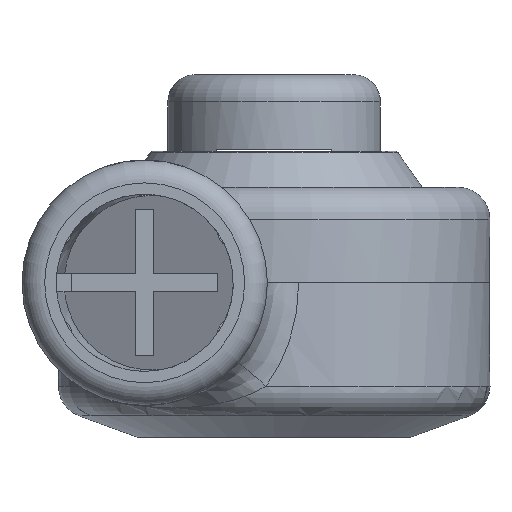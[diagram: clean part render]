
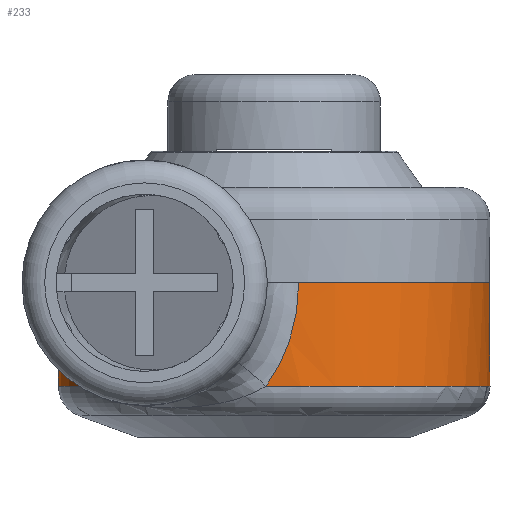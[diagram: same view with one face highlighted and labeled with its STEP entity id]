
A CAD part, front view. The second image highlights one B-rep face of the part: STEP entity #233.
In plain terms, the highlighted cylindrical face has radius 23.75 mm (diameter 47.5 mm), a partial arc.
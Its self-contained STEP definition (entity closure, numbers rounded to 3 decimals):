
#233 = ADVANCED_FACE( '', ( #612 ), #613, .T. );
#612 = FACE_OUTER_BOUND( '', #1215, .T. );
#613 = CYLINDRICAL_SURFACE( '', #1216, 23.75 );
#1215 = EDGE_LOOP( '', ( #3021, #3022, #3023, #3024 ) );
#1216 = AXIS2_PLACEMENT_3D( '', #3025, #3026, #3027 );
#3021 = ORIENTED_EDGE( '', *, *, #4464, .F. );
#3022 = ORIENTED_EDGE( '', *, *, #4465, .T. );
#3023 = ORIENTED_EDGE( '', *, *, #4466, .T. );
#3024 = ORIENTED_EDGE( '', *, *, #4467, .T. );
#3025 = CARTESIAN_POINT( '', ( -227.225, 762.159, 3.45 ) );
#3026 = DIRECTION( '', ( 0., 0., -1. ) );
#3027 = DIRECTION( '', ( 1., 0., 0. ) );
#4464 = EDGE_CURVE( '', #5053, #5054, #5055, .T. );
#4465 = EDGE_CURVE( '', #5053, #5056, #5057, .T. );
#4466 = EDGE_CURVE( '', #5056, #5058, #5059, .T. );
#4467 = EDGE_CURVE( '', #5058, #5054, #5060, .T. );
#5053 = VERTEX_POINT( '', #5967 );
#5054 = VERTEX_POINT( '', #5968 );
#5055 = CIRCLE( '', #5969, 23.75 );
#5056 = VERTEX_POINT( '', #5970 );
#5057 = B_SPLINE_CURVE_WITH_KNOTS( '', 3, ( #5971, #5972, #5973, #5974, #5975, #5976, #5977, #5978, #5979, #5980, #5981, #5982, #5983, #5984, #5985, #5986, #5987, #5988, #5989, #5990, #5991, #5992, #5993, #5994, #5995 ), .UNSPECIFIED., .F., .F., ( 4, 1, 1, 1, 1, 1, 1, 1, 2, 1, 1, 2, 2, 1, 1, 1, 1, 1, 1, 4 ), ( 0.041, 0.042, 0.043, 0.043, 0.044, 0.045, 0.046, 0.046, 0.047, 0.047, 0.048, 0.048, 0.048, 0.049, 0.049, 0.05, 0.051, 0.052, 0.052, 0.053 ), .UNSPECIFIED. );
#5058 = VERTEX_POINT( '', #5996 );
#5059 = CIRCLE( '', #5997, 23.75 );
#5060 = B_SPLINE_CURVE_WITH_KNOTS( '', 3, ( #5998, #5999, #6000, #6001, #6002, #6003, #6004, #6005, #6006, #6007, #6008, #6009, #6010, #6011, #6012, #6013, #6014, #6015, #6016, #6017, #6018, #6019, #6020, #6021, #6022, #6023, #6024, #6025, #6026, #6027, #6028, #6029, #6030, #6031, #6032, #6033, #6034, #6035, #6036, #6037, #6038, #6039, #6040, #6041, #6042, #6043, #6044, #6045, #6046, #6047, #6048, #6049, #6050, #6051, #6052, #6053 ), .UNSPECIFIED., .F., .F., ( 4, 1, 1, 1, 1, 2, 2, 2, 2, 1, 1, 1, 1, 2, 2, 2, 2, 2, 2, 2, 2, 2, 2, 2, 1, 1, 1, 1, 2, 2, 2, 1, 2, 1, 4 ), ( 0., 0.001, 0.002, 0.003, 0.004, 0.005, 0.006, 0.007, 0.008, 0.008, 0.009, 0.009, 0.01, 0.01, 0.011, 0.011, 0.011, 0.011, 0.012, 0.012, 0.013, 0.013, 0.013, 0.013, 0.014, 0.014, 0.014, 0.014, 0.015, 0.015, 0.015, 0.015, 0.015, 0.016, 0.016 ), .UNSPECIFIED. );
#5967 = CARTESIAN_POINT( '', ( -224.525, 738.563, 20.45 ) );
#5968 = CARTESIAN_POINT( '', ( -250.949, 761.036, 20.45 ) );
#5969 = AXIS2_PLACEMENT_3D( '', #8261, #8262, #8263 );
#5970 = CARTESIAN_POINT( '', ( -228.111, 738.425, 9.085 ) );
#5971 = CARTESIAN_POINT( '', ( -224.525, 738.563, 20.45 ) );
#5972 = CARTESIAN_POINT( '', ( -224.525, 738.563, 20.196 ) );
#5973 = CARTESIAN_POINT( '', ( -224.534, 738.562, 19.688 ) );
#5974 = CARTESIAN_POINT( '', ( -224.576, 738.557, 18.932 ) );
#5975 = CARTESIAN_POINT( '', ( -224.645, 738.549, 18.18 ) );
#5976 = CARTESIAN_POINT( '', ( -224.742, 738.539, 17.433 ) );
#5977 = CARTESIAN_POINT( '', ( -224.866, 738.526, 16.691 ) );
#5978 = CARTESIAN_POINT( '', ( -225.018, 738.511, 15.953 ) );
#5979 = CARTESIAN_POINT( '', ( -225.198, 738.495, 15.219 ) );
#5980 = CARTESIAN_POINT( '', ( -225.337, 738.484, 14.734 ) );
#5981 = CARTESIAN_POINT( '', ( -225.448, 738.475, 14.371 ) );
#5982 = CARTESIAN_POINT( '', ( -225.506, 738.471, 14.19 ) );
#5983 = CARTESIAN_POINT( '', ( -225.577, 738.466, 13.979 ) );
#5984 = CARTESIAN_POINT( '', ( -225.608, 738.464, 13.889 ) );
#5985 = CARTESIAN_POINT( '', ( -225.629, 738.462, 13.828 ) );
#5986 = CARTESIAN_POINT( '', ( -225.639, 738.462, 13.798 ) );
#5987 = CARTESIAN_POINT( '', ( -225.734, 738.455, 13.528 ) );
#5988 = CARTESIAN_POINT( '', ( -225.912, 738.444, 13.053 ) );
#5989 = CARTESIAN_POINT( '', ( -226.206, 738.43, 12.354 ) );
#5990 = CARTESIAN_POINT( '', ( -226.528, 738.418, 11.669 ) );
#5991 = CARTESIAN_POINT( '', ( -226.879, 738.41, 11. ) );
#5992 = CARTESIAN_POINT( '', ( -227.258, 738.408, 10.345 ) );
#5993 = CARTESIAN_POINT( '', ( -227.666, 738.411, 9.706 ) );
#5994 = CARTESIAN_POINT( '', ( -227.959, 738.419, 9.29 ) );
#5995 = CARTESIAN_POINT( '', ( -228.111, 738.425, 9.085 ) );
#5996 = CARTESIAN_POINT( '', ( -248.123, 750.874, 9.085 ) );
#5997 = AXIS2_PLACEMENT_3D( '', #8264, #8265, #8266 );
#5998 = CARTESIAN_POINT( '', ( -248.123, 750.874, 9.085 ) );
#5999 = CARTESIAN_POINT( '', ( -248.253, 751.114, 9.278 ) );
#6000 = CARTESIAN_POINT( '', ( -248.501, 751.595, 9.666 ) );
#6001 = CARTESIAN_POINT( '', ( -248.844, 752.315, 10.259 ) );
#6002 = CARTESIAN_POINT( '', ( -249.157, 753.034, 10.864 ) );
#6003 = CARTESIAN_POINT( '', ( -249.442, 753.753, 11.48 ) );
#6004 = CARTESIAN_POINT( '', ( -249.615, 754.232, 11.898 ) );
#6005 = CARTESIAN_POINT( '', ( -249.778, 754.71, 12.32 ) );
#6006 = CARTESIAN_POINT( '', ( -249.856, 754.948, 12.533 ) );
#6007 = CARTESIAN_POINT( '', ( -250.002, 755.425, 12.962 ) );
#6008 = CARTESIAN_POINT( '', ( -250.071, 755.663, 13.179 ) );
#6009 = CARTESIAN_POINT( '', ( -250.2, 756.137, 13.617 ) );
#6010 = CARTESIAN_POINT( '', ( -250.261, 756.373, 13.838 ) );
#6011 = CARTESIAN_POINT( '', ( -250.346, 756.727, 14.174 ) );
#6012 = CARTESIAN_POINT( '', ( -250.401, 756.962, 14.399 ) );
#6013 = CARTESIAN_POINT( '', ( -250.476, 757.312, 14.741 ) );
#6014 = CARTESIAN_POINT( '', ( -250.546, 757.661, 15.087 ) );
#6015 = CARTESIAN_POINT( '', ( -250.61, 758.007, 15.439 ) );
#6016 = CARTESIAN_POINT( '', ( -250.649, 758.235, 15.677 ) );
#6017 = CARTESIAN_POINT( '', ( -250.686, 758.461, 15.918 ) );
#6018 = CARTESIAN_POINT( '', ( -250.703, 758.574, 16.039 ) );
#6019 = CARTESIAN_POINT( '', ( -250.724, 758.714, 16.193 ) );
#6020 = CARTESIAN_POINT( '', ( -250.728, 758.742, 16.223 ) );
#6021 = CARTESIAN_POINT( '', ( -250.736, 758.797, 16.285 ) );
#6022 = CARTESIAN_POINT( '', ( -250.74, 758.825, 16.316 ) );
#6023 = CARTESIAN_POINT( '', ( -250.752, 758.908, 16.409 ) );
#6024 = CARTESIAN_POINT( '', ( -250.759, 758.963, 16.472 ) );
#6025 = CARTESIAN_POINT( '', ( -250.781, 759.127, 16.659 ) );
#6026 = CARTESIAN_POINT( '', ( -250.795, 759.235, 16.786 ) );
#6027 = CARTESIAN_POINT( '', ( -250.82, 759.447, 17.042 ) );
#6028 = CARTESIAN_POINT( '', ( -250.832, 759.551, 17.171 ) );
#6029 = CARTESIAN_POINT( '', ( -250.853, 759.755, 17.434 ) );
#6030 = CARTESIAN_POINT( '', ( -250.863, 759.855, 17.567 ) );
#6031 = CARTESIAN_POINT( '', ( -250.877, 760., 17.771 ) );
#6032 = CARTESIAN_POINT( '', ( -250.881, 760.047, 17.839 ) );
#6033 = CARTESIAN_POINT( '', ( -250.887, 760.118, 17.943 ) );
#6034 = CARTESIAN_POINT( '', ( -250.889, 760.141, 17.978 ) );
#6035 = CARTESIAN_POINT( '', ( -250.893, 760.187, 18.047 ) );
#6036 = CARTESIAN_POINT( '', ( -250.895, 760.21, 18.082 ) );
#6037 = CARTESIAN_POINT( '', ( -250.901, 760.277, 18.188 ) );
#6038 = CARTESIAN_POINT( '', ( -250.907, 760.364, 18.33 ) );
#6039 = CARTESIAN_POINT( '', ( -250.916, 760.488, 18.547 ) );
#6040 = CARTESIAN_POINT( '', ( -250.924, 760.604, 18.768 ) );
#6041 = CARTESIAN_POINT( '', ( -250.931, 760.709, 18.994 ) );
#6042 = CARTESIAN_POINT( '', ( -250.935, 760.772, 19.148 ) );
#6043 = CARTESIAN_POINT( '', ( -250.937, 760.816, 19.266 ) );
#6044 = CARTESIAN_POINT( '', ( -250.938, 760.83, 19.305 ) );
#6045 = CARTESIAN_POINT( '', ( -250.939, 760.85, 19.365 ) );
#6046 = CARTESIAN_POINT( '', ( -250.939, 760.857, 19.385 ) );
#6047 = CARTESIAN_POINT( '', ( -250.94, 760.87, 19.425 ) );
#6048 = CARTESIAN_POINT( '', ( -250.943, 760.927, 19.605 ) );
#6049 = CARTESIAN_POINT( '', ( -250.945, 760.97, 19.787 ) );
#6050 = CARTESIAN_POINT( '', ( -250.947, 761.009, 20.033 ) );
#6051 = CARTESIAN_POINT( '', ( -250.948, 761.029, 20.198 ) );
#6052 = CARTESIAN_POINT( '', ( -250.949, 761.036, 20.366 ) );
#6053 = CARTESIAN_POINT( '', ( -250.949, 761.036, 20.45 ) );
#8261 = CARTESIAN_POINT( '', ( -227.225, 762.159, 20.45 ) );
#8262 = DIRECTION( '', ( 0., 0., 1. ) );
#8263 = DIRECTION( '', ( 1., 0., 0. ) );
#8264 = CARTESIAN_POINT( '', ( -227.225, 762.159, 9.085 ) );
#8265 = DIRECTION( '', ( 0., 0., 1. ) );
#8266 = DIRECTION( '', ( 1., 0., 0. ) );
